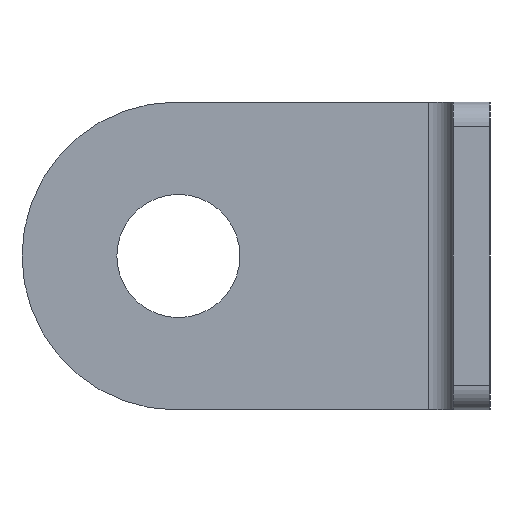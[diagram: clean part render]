
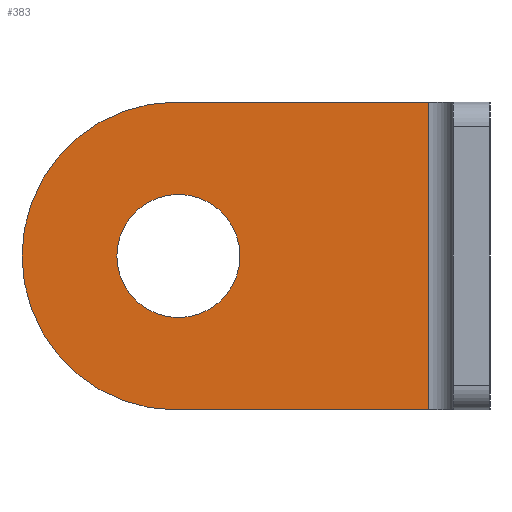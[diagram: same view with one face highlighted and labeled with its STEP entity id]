
A CAD part, left-side view. The second image highlights one B-rep face of the part: STEP entity #383.
In plain terms, the highlighted planar face has unit normal (-1, 0, 0).
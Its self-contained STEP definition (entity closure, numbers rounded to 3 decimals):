
#15=FACE_BOUND($,#63,.T.);
#30=PLANE($,#413);
#40=FACE_OUTER_BOUND($,#62,.T.);
#62=EDGE_LOOP($,(#277,#278,#279,#280));
#63=EDGE_LOOP($,(#281));
#98=LINE($,#592,#126);
#100=LINE($,#598,#128);
#101=LINE($,#601,#129);
#126=VECTOR($,#471,25.);
#128=VECTOR($,#477,20.5);
#129=VECTOR($,#480,20.5);
#156=CIRCLE($,#414,12.5);
#157=CIRCLE($,#415,5.);
#182=VERTEX_POINT($,#589);
#183=VERTEX_POINT($,#591);
#185=VERTEX_POINT($,#597);
#186=VERTEX_POINT($,#599);
#187=VERTEX_POINT($,#602);
#221=EDGE_CURVE($,#182,#183,#98,.T.);
#224=EDGE_CURVE($,#182,#185,#100,.T.);
#225=EDGE_CURVE($,#185,#186,#156,.T.);
#226=EDGE_CURVE($,#183,#186,#101,.T.);
#227=EDGE_CURVE($,#187,#187,#157,.T.);
#277=ORIENTED_EDGE($,*,*,#221,.F.);
#278=ORIENTED_EDGE($,*,*,#224,.T.);
#279=ORIENTED_EDGE($,*,*,#225,.T.);
#280=ORIENTED_EDGE($,*,*,#226,.F.);
#281=ORIENTED_EDGE($,*,*,#227,.T.);
#383=ADVANCED_FACE($,(#40,#15),#30,.T.);
#413=AXIS2_PLACEMENT_3D($,#596,#475,#476);
#414=AXIS2_PLACEMENT_3D($,#600,#478,#479);
#415=AXIS2_PLACEMENT_3D($,#603,#481,#482);
#471=DIRECTION($,(0.,0.,-1.));
#475=DIRECTION('center_axis',(-1.,0.,0.));
#476=DIRECTION('ref_axis',(0.,0.,1.));
#477=DIRECTION($,(0.,1.,0.));
#478=DIRECTION('center_axis',(-1.,0.,0.));
#479=DIRECTION('ref_axis',(0.,0.,1.));
#480=DIRECTION($,(0.,1.,0.));
#481=DIRECTION('center_axis',(1.,0.,0.));
#482=DIRECTION('ref_axis',(0.,0.,-1.));
#589=CARTESIAN_POINT('',(-2.5,5.,12.5));
#591=CARTESIAN_POINT('',(-2.5,5.,-12.5));
#592=CARTESIAN_POINT($,(-2.5,5.,-6.25));
#596=CARTESIAN_POINT('Origin',(-2.5,3.,-12.5));
#597=CARTESIAN_POINT('',(-2.5,25.5,12.5));
#598=CARTESIAN_POINT($,(-2.5,3.,12.5));
#599=CARTESIAN_POINT('',(-2.5,25.5,-12.5));
#600=CARTESIAN_POINT('Origin',(-2.5,25.5,0.));
#601=CARTESIAN_POINT($,(-2.5,3.,-12.5));
#602=CARTESIAN_POINT('',(-2.5,25.3,5.));
#603=CARTESIAN_POINT('Origin',(-2.5,25.3,0.));
